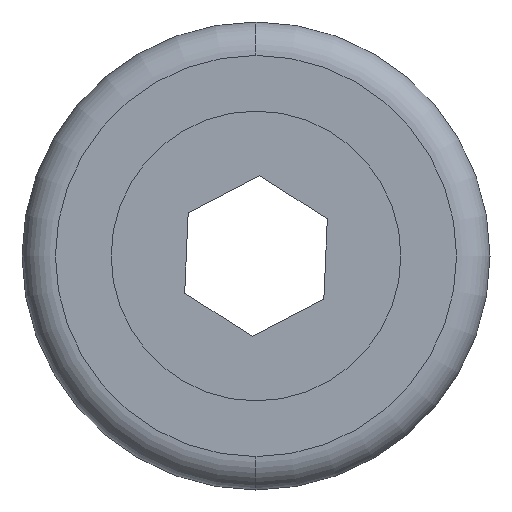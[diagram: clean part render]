
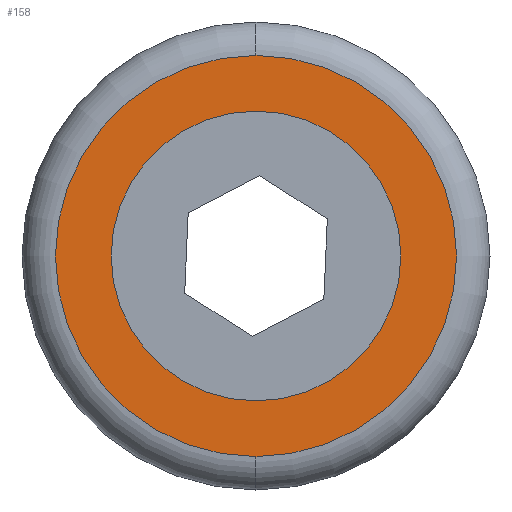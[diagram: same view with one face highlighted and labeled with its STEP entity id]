
A CAD part, left-side view. The second image highlights one B-rep face of the part: STEP entity #158.
In plain terms, the highlighted planar face has unit normal (-1, 0, 0).
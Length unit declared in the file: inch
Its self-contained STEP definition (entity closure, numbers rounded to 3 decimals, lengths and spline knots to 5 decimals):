
#11 = VERTEX_POINT ( 'NONE', #258 ) ;
#16 = EDGE_CURVE ( 'NONE', #17, #11, #245, .T. ) ;
#17 = VERTEX_POINT ( 'NONE', #222 ) ;
#44 = EDGE_CURVE ( 'NONE', #45, #92, #398, .T. ) ;
#45 = VERTEX_POINT ( 'NONE', #478 ) ;
#92 = VERTEX_POINT ( 'NONE', #541 ) ;
#138 = EDGE_LOOP ( 'NONE', ( #139, #141 ) ) ;
#139 = ORIENTED_EDGE ( 'NONE', *, *, #140, .F. ) ;
#140 = EDGE_CURVE ( 'NONE', #11, #17, #621, .T. ) ;
#141 = ORIENTED_EDGE ( 'NONE', *, *, #16, .F. ) ;
#158 = ADVANCED_FACE ( 'NONE', ( #557, #556 ), #555, .F. ) ;
#159 = EDGE_LOOP ( 'NONE', ( #160, #162 ) ) ;
#160 = ORIENTED_EDGE ( 'NONE', *, *, #161, .T. ) ;
#161 = EDGE_CURVE ( 'NONE', #92, #45, #578, .T. ) ;
#162 = ORIENTED_EDGE ( 'NONE', *, *, #44, .T. ) ;
#222 = CARTESIAN_POINT ( 'NONE',  ( -1.01, 0., -0.13 ) ) ;
#223 = DIRECTION ( 'NONE',  ( 0., 0., 1. ) ) ;
#224 = DIRECTION ( 'NONE',  ( -1., 0., 0. ) ) ;
#244 = AXIS2_PLACEMENT_3D ( 'NONE', #251, #224, #223 ) ;
#245 = CIRCLE ( 'NONE', #244, 0.13 ) ;
#251 = CARTESIAN_POINT ( 'NONE',  ( -1.01, 0., 0. ) ) ;
#258 = CARTESIAN_POINT ( 'NONE',  ( -1.01, 0., 0.13 ) ) ;
#395 = DIRECTION ( 'NONE',  ( 0., 0., -1. ) ) ;
#396 = DIRECTION ( 'NONE',  ( -1., 0., 0. ) ) ;
#397 = CARTESIAN_POINT ( 'NONE',  ( -1.01, 0., 0. ) ) ;
#398 = CIRCLE ( 'NONE', #525, 0.18 ) ;
#478 = CARTESIAN_POINT ( 'NONE',  ( -1.01, 0., 0.18 ) ) ;
#525 = AXIS2_PLACEMENT_3D ( 'NONE', #397, #396, #395 ) ;
#541 = CARTESIAN_POINT ( 'NONE',  ( -1.01, 0., -0.18 ) ) ;
#551 = DIRECTION ( 'NONE',  ( 0., 0., -1. ) ) ;
#552 = DIRECTION ( 'NONE',  ( 1., 0., 0. ) ) ;
#553 = CARTESIAN_POINT ( 'NONE',  ( -1.01, 0., 0. ) ) ;
#554 = AXIS2_PLACEMENT_3D ( 'NONE', #553, #552, #551 ) ;
#555 = PLANE ( 'NONE',  #554 ) ;
#556 = FACE_BOUND ( 'NONE', #138, .T. ) ;
#557 = FACE_OUTER_BOUND ( 'NONE', #159, .T. ) ;
#574 = DIRECTION ( 'NONE',  ( 0., 0., -1. ) ) ;
#575 = DIRECTION ( 'NONE',  ( -1., 0., 0. ) ) ;
#576 = CARTESIAN_POINT ( 'NONE',  ( -1.01, 0., 0. ) ) ;
#577 = AXIS2_PLACEMENT_3D ( 'NONE', #576, #575, #574 ) ;
#578 = CIRCLE ( 'NONE', #577, 0.18 ) ;
#598 = DIRECTION ( 'NONE',  ( 0., 0., 1. ) ) ;
#600 = CARTESIAN_POINT ( 'NONE',  ( -1.01, 0., 0. ) ) ;
#619 = DIRECTION ( 'NONE',  ( -1., 0., 0. ) ) ;
#620 = AXIS2_PLACEMENT_3D ( 'NONE', #600, #619, #598 ) ;
#621 = CIRCLE ( 'NONE', #620, 0.13 ) ;
